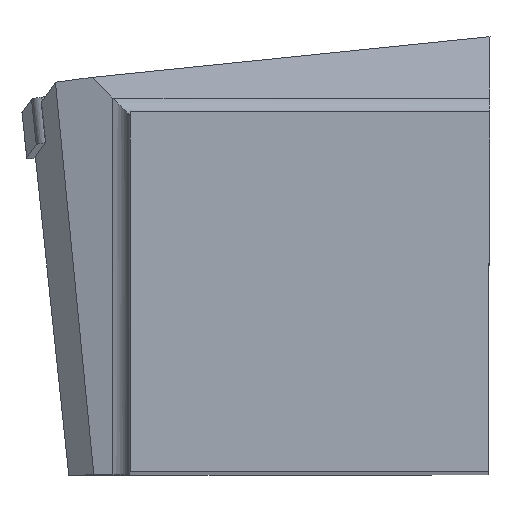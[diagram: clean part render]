
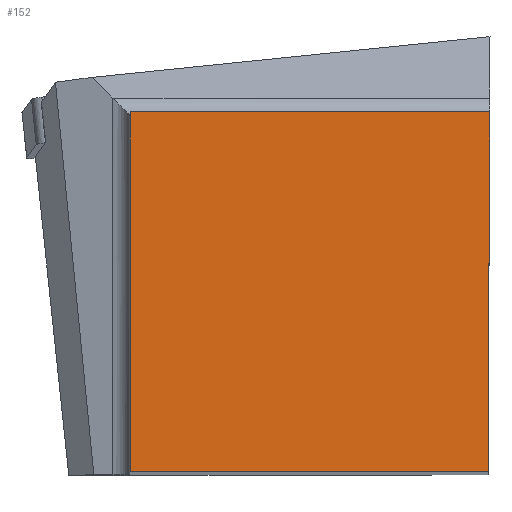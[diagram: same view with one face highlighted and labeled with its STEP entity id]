
A CAD part, top view. The second image highlights one B-rep face of the part: STEP entity #152.
In plain terms, the highlighted planar face has unit normal (0, 0, 1).
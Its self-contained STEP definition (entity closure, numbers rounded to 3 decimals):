
#121=FACE_OUTER_BOUND('',#338,.T.);
#152=ADVANCED_FACE('SHANK_FACE_BACK',(#121),#180,.F.);
#180=PLANE('',#766);
#214=LINE('',#1121,#273);
#223=LINE('',#1143,#282);
#235=LINE('',#1171,#294);
#236=LINE('',#1173,#295);
#273=VECTOR('',#871,1.);
#282=VECTOR('',#886,1.);
#294=VECTOR('',#912,1.);
#295=VECTOR('',#913,1.);
#338=EDGE_LOOP('',(#451,#452,#453,#454));
#451=ORIENTED_EDGE('',*,*,#630,.F.);
#452=ORIENTED_EDGE('',*,*,#604,.T.);
#453=ORIENTED_EDGE('',*,*,#615,.T.);
#454=ORIENTED_EDGE('',*,*,#631,.F.);
#541=VERTEX_POINT('',#1120);
#542=VERTEX_POINT('',#1122);
#551=VERTEX_POINT('',#1142);
#561=VERTEX_POINT('',#1172);
#604=EDGE_CURVE('',#542,#541,#214,.T.);
#615=EDGE_CURVE('',#541,#551,#223,.T.);
#630=EDGE_CURVE('',#542,#561,#235,.T.);
#631=EDGE_CURVE('',#561,#551,#236,.T.);
#766=AXIS2_PLACEMENT_3D('',#1174,#914,#915);
#871=DIRECTION('',(1.,0.,0.));
#886=DIRECTION('',(0.004,1.,0.));
#912=DIRECTION('',(0.,1.,0.));
#913=DIRECTION('',(1.,0.,0.));
#914=DIRECTION('',(0.,0.,-1.));
#915=DIRECTION('',(-0.995,-0.105,0.));
#1120=CARTESIAN_POINT('',(-0.109,0.,0.));
#1121=CARTESIAN_POINT('',(-35.441,0.,0.));
#1122=CARTESIAN_POINT('',(-24.875,0.,0.));
#1142=CARTESIAN_POINT('',(0.,24.875,0.));
#1143=CARTESIAN_POINT('',(-0.808,-160.194,0.));
#1171=CARTESIAN_POINT('',(-24.875,-6.744,0.));
#1172=CARTESIAN_POINT('',(-24.875,24.875,0.));
#1173=CARTESIAN_POINT('',(-35.441,24.875,0.));
#1174=CARTESIAN_POINT('',(0.,0.,
0.));
